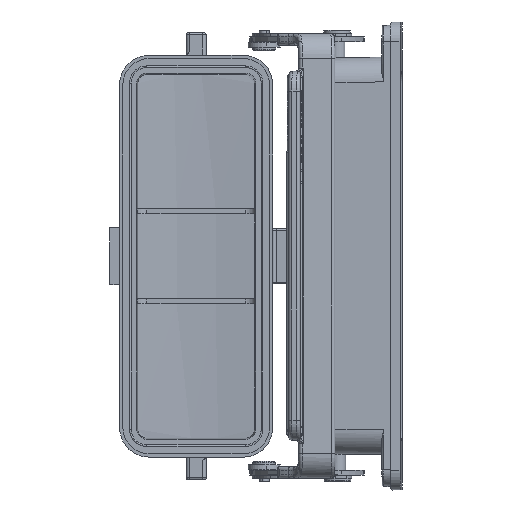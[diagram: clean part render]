
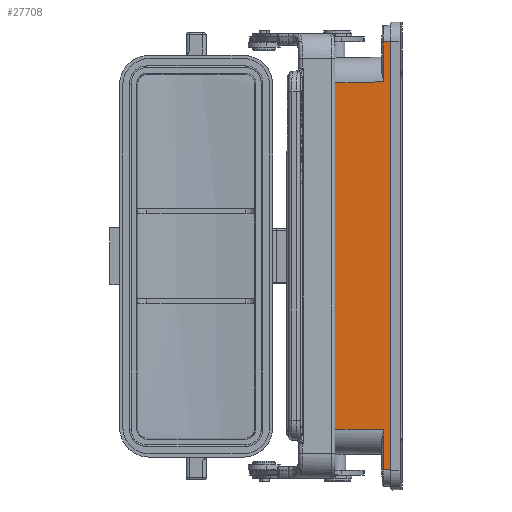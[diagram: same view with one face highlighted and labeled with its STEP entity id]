
A CAD part, top view. The second image highlights one B-rep face of the part: STEP entity #27708.
In plain terms, the highlighted planar face has unit normal (-0.033, 0, 1).
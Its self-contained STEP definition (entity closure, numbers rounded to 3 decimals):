
#5375=CARTESIAN_POINT('',(60.393,-65.001,58.154));
#5377=DIRECTION('',(0.,1.,0.));
#5378=VECTOR('',#5377,130.001);
#5379=CARTESIAN_POINT('',(60.393,-65.001,58.154));
#5380=LINE('',#5379,#5378);
#5603=DIRECTION('',(0.,-1.,0.));
#5604=VECTOR('',#5603,12.116);
#5605=CARTESIAN_POINT('',(56.886,-52.824,58.039));
#5606=LINE('',#5605,#5604);
#5623=DIRECTION('',(-0.999,0.017,-0.033));
#5624=VECTOR('',#5623,3.51);
#5625=CARTESIAN_POINT('',(60.393,-65.001,58.154));
#5626=LINE('',#5625,#5624);
#5627=DIRECTION('',(-0.999,0.017,-0.033));
#5628=VECTOR('',#5627,18.202);
#5629=CARTESIAN_POINT('',(56.886,-52.824,58.039));
#5630=LINE('',#5629,#5628);
#5631=DIRECTION('',(0.999,0.017,0.033));
#5632=VECTOR('',#5631,18.202);
#5633=CARTESIAN_POINT('',(38.696,52.506,57.444));
#5634=LINE('',#5633,#5632);
#5635=DIRECTION('',(0.999,0.017,0.033));
#5636=VECTOR('',#5635,3.51);
#5637=CARTESIAN_POINT('',(56.886,64.939,58.039));
#5638=LINE('',#5637,#5636);
#5727=DIRECTION('',(0.,-1.,0.));
#5728=VECTOR('',#5727,39.506);
#5729=CARTESIAN_POINT('',(38.696,52.506,57.444));
#5730=LINE('',#5729,#5728);
#5731=DIRECTION('',(0.,-1.,0.));
#5732=VECTOR('',#5731,65.506);
#5733=CARTESIAN_POINT('',(38.696,13.,57.444));
#5734=LINE('',#5733,#5732);
#5938=DIRECTION('',(0.,-1.,0.));
#5939=VECTOR('',#5938,12.116);
#5940=CARTESIAN_POINT('',(56.886,64.939,58.039));
#5941=LINE('',#5940,#5939);
#17349=VERTEX_POINT('',#5375);
#17350=CARTESIAN_POINT('',(60.393,65.001,58.154));
#17351=VERTEX_POINT('',#17350);
#17409=CARTESIAN_POINT('',(56.886,-52.824,
58.039));
#17410=CARTESIAN_POINT('',(56.886,-64.94,
58.039));
#17411=VERTEX_POINT('',#17409);
#17412=VERTEX_POINT('',#17410);
#17413=CARTESIAN_POINT('',(38.696,-52.506,
57.444));
#17414=VERTEX_POINT('',#17413);
#17415=CARTESIAN_POINT('',(38.696,13.,57.444));
#17416=VERTEX_POINT('',#17415);
#17417=CARTESIAN_POINT('',(38.696,52.506,57.444));
#17418=VERTEX_POINT('',#17417);
#17419=CARTESIAN_POINT('',(56.886,52.824,58.039));
#17420=VERTEX_POINT('',#17419);
#17421=CARTESIAN_POINT('',(56.886,64.939,58.039));
#17422=VERTEX_POINT('',#17421);
#27685=CARTESIAN_POINT('',(49.545,39.,57.799));
#27686=DIRECTION('',(0.033,0.,-0.999));
#27687=DIRECTION('',(0.,1.,0.));
#27688=AXIS2_PLACEMENT_3D('',#27685,#27686,#27687);
#27689=PLANE('',#27688);
#27690=ORIENTED_EDGE('',*,*,#27479,.F.);
#27692=ORIENTED_EDGE('',*,*,#27691,.T.);
#27693=ORIENTED_EDGE('',*,*,#27675,.F.);
#27695=ORIENTED_EDGE('',*,*,#27694,.T.);
#27697=ORIENTED_EDGE('',*,*,#27696,.F.);
#27699=ORIENTED_EDGE('',*,*,#27698,.F.);
#27701=ORIENTED_EDGE('',*,*,#27700,.T.);
#27703=ORIENTED_EDGE('',*,*,#27702,.F.);
#27705=ORIENTED_EDGE('',*,*,#27704,.T.);
#27706=EDGE_LOOP('',(#27690,#27692,#27693,#27695,#27697,#27699,#27701,#27703,
#27705));
#27707=FACE_OUTER_BOUND('',#27706,.F.);
#27479=EDGE_CURVE('',#17349,#17351,#5380,.T.);
#27675=EDGE_CURVE('',#17411,#17412,#5606,.T.);
#27691=EDGE_CURVE('',#17349,#17412,#5626,.T.);
#27694=EDGE_CURVE('',#17411,#17414,#5630,.T.);
#27696=EDGE_CURVE('',#17416,#17414,#5734,.T.);
#27698=EDGE_CURVE('',#17418,#17416,#5730,.T.);
#27700=EDGE_CURVE('',#17418,#17420,#5634,.T.);
#27702=EDGE_CURVE('',#17422,#17420,#5941,.T.);
#27704=EDGE_CURVE('',#17422,#17351,#5638,.T.);
#27708=ADVANCED_FACE('',(#27707),#27689,.F.);
